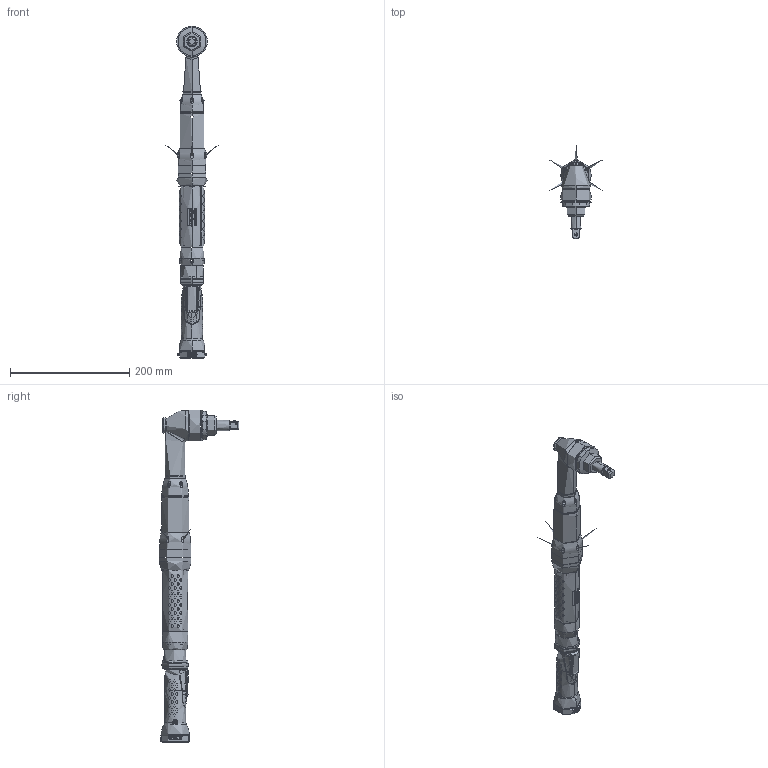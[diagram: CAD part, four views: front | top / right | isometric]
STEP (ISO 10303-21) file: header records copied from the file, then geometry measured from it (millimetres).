
FILE_DESCRIPTION((''),'2;1');
FILE_NAME('8433206280_SW','2008-04-11T',('toocsr'),(''),'PRO/ENGINEER BY PARAMETRIC TECHNOLOGY CORPORATION, 2007370','PRO/ENGINEER BY PARAMETRIC TECHNOLOGY CORPORATION, 2007370','');
FILE_SCHEMA(('CONFIG_CONTROL_DESIGN', 'GEOMETRIC_VALIDATION_PROPERTIES_MIM'));
Length unit declared in the file: millimetre
Products named in the file (1): 8433206280_SW
Bounding box: 87.39 x 157.55 x 557.7 mm (x, y, z)
Topology: 0 solids, 214 shells, 498 faces, 4641 edges, 4312 vertices
Faces by surface type: cylinder 207, bspline 81, cone 73, torus 63, plane 53, revolution 17, sphere 4
Full cylindrical faces by diameter (mm): 1 x2
Entity records: 69139 total; most frequent: CARTESIAN_POINT 40803, ORIENTED_EDGE 5224, EDGE_CURVE 4629, VERTEX_POINT 4309, B_SPLINE_CURVE_WITH_KNOTS 3555, DIRECTION 2670, AXIS2_PLACEMENT_3D 1176, CIRCLE 786
